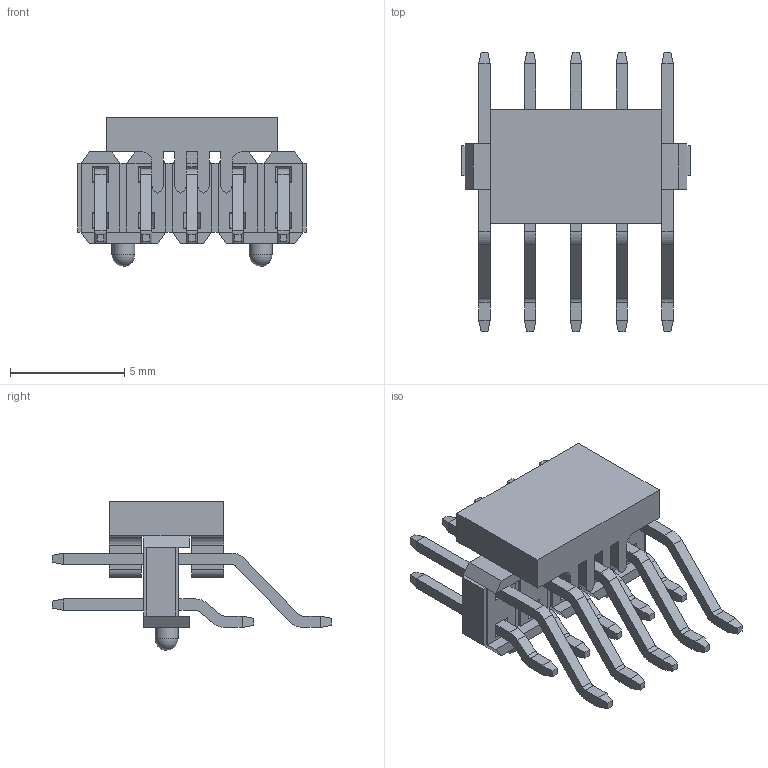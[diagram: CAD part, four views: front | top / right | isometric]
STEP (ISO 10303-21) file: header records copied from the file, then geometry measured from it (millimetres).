
FILE_DESCRIPTION(/* description */ ('Unknown'),/* implementation_level */ '2;1');
FILE_NAME(/* name */ 'J_Wurth_WR-PHD_621310284521',/* time_stamp */ '2025-04-24T15:53:33+08:00',/* author */ ('Unknown'),/* organization */ ('Unknown'),/* preprocessor_version */ 'ST-DEVELOPER v19.4',/* originating_system */ 'Solid Edge',/* authorisation */ 'Unknown');
FILE_SCHEMA (('AUTOMOTIVE_DESIGN {1 0 10303 214 3 1 1}'));
Length unit declared in the file: millimetre
Products named in the file (2): J_Wurth_WR-PHD_621310284521
Assembly tree (1 placements, depth 2):
  J_Wurth_WR-PHD_621310284521
    J_Wurth_WR-PHD_621310284521
Bounding box: 10 x 12.22 x 6.5 mm (x, y, z)
Volume: 149.4 mm3; surface area: 476.2 mm2
Topology: 1 solids, 1 shells, 461 faces, 1176 edges, 716 vertices
Faces by surface type: plane 397, cylinder 62, sphere 2
Full cylindrical faces by diameter (mm): 1 x2
Entity records: 16861 total; most frequent: CARTESIAN_POINT 2343, ORIENTED_EDGE 2336, DIRECTION 2218, EDGE_CURVE 1168, LINE 1044, VECTOR 1044, VERTEX_POINT 712, AXIS2_PLACEMENT_3D 587
